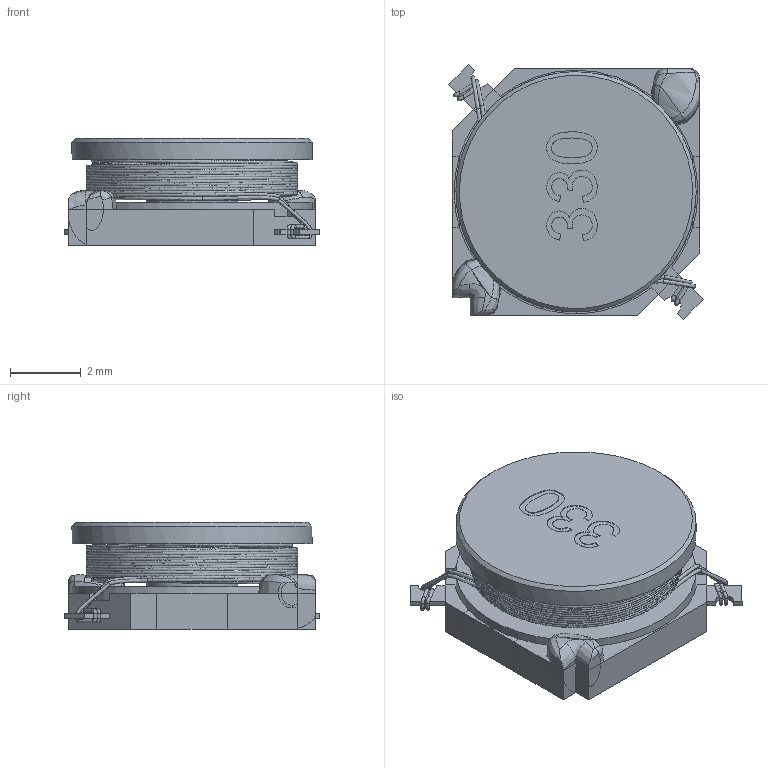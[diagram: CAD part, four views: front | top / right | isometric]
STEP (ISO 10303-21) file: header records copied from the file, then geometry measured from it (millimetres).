
FILE_DESCRIPTION( ('This file contains a STEP AP42 implementation' ,'as created by ZW3D STEP Interface translator.') ,'2;1' );
FILE_NAME( 'SB7030-L(330).stp' ,'14 924.165546', (''), ('ZWCAD Software Co.'), 'Version 1.0', 'ZW3D to STEP translator', '' );
FILE_SCHEMA( ('CONFIG_CONTROL_DESIGN') );
Length unit declared in the file: millimetre
Products named in the file (1): 0
Bounding box: 7.21 x 7.21 x 3.03 mm (x, y, z)
Volume: 99.9 mm3; surface area: 482.1 mm2
Topology: 14 solids, 14 shells, 220 faces, 538 edges, 352 vertices
Faces by surface type: bspline 220
Entity records: 160597 total; most frequent: CARTESIAN_POINT 157335, ORIENTED_EDGE 1068, EDGE_CURVE 534, B_SPLINE_CURVE_WITH_KNOTS 454, VERTEX_POINT 352, EDGE_LOOP 228, FACE_OUTER_BOUND 219, ADVANCED_FACE 219
